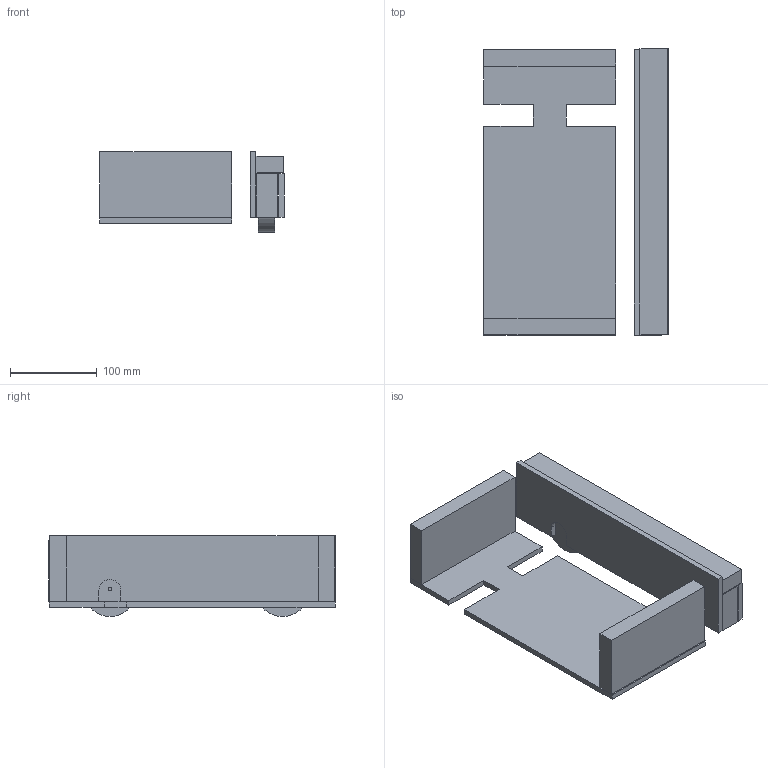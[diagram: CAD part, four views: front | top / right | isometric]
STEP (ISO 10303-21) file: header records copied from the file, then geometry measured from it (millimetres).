
FILE_DESCRIPTION(('FreeCAD Model'),'2;1');
FILE_NAME('Open CASCADE Shape Model','2023-04-23T09:43:05',(''),(''), 'Open CASCADE STEP processor 7.6','FreeCAD','Unknown');
FILE_SCHEMA(('AUTOMOTIVE_DESIGN { 1 0 10303 214 1 1 1 1 }'));
Length unit declared in the file: millimetre
Products named in the file (14): second; pan; Skid Plate; frontplate; backplate; track; inner; frontblock; backblock; Outer; wheel; frontwheel; topplate; middle
Assembly tree (13 placements, depth 3):
  second
    pan
      Skid Plate
      frontplate
      backplate
    track
      inner
      frontblock
      backblock
      Outer
      wheel
      frontwheel
      topplate
      middle
Bounding box: 213.16 x 330.87 x 93.58 mm (x, y, z)
Volume: 1429862.6 mm3; surface area: 336534.8 mm2
Topology: 11 solids, 11 shells, 76 faces, 156 edges, 104 vertices
Faces by surface type: plane 71, cylinder 5
Full cylindrical faces by diameter (mm): 4 x2, 63.5 x2
Entity records: 4356 total; most frequent: CARTESIAN_POINT 686, DIRECTION 654, LINE 448, VECTOR 448, ORIENTED_EDGE 312, PCURVE 312, DEFINITIONAL_REPRESENTATION 312, EDGE_CURVE 156
